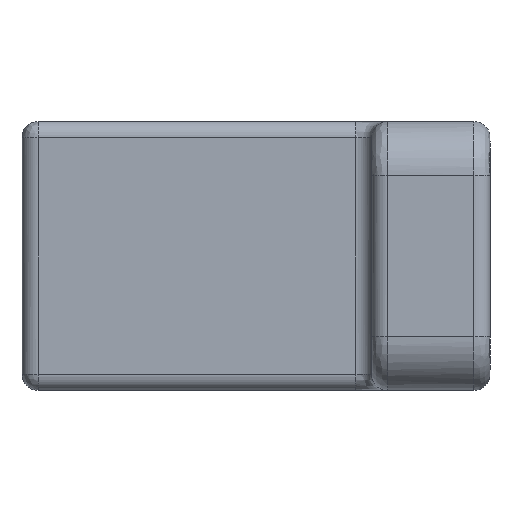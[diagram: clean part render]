
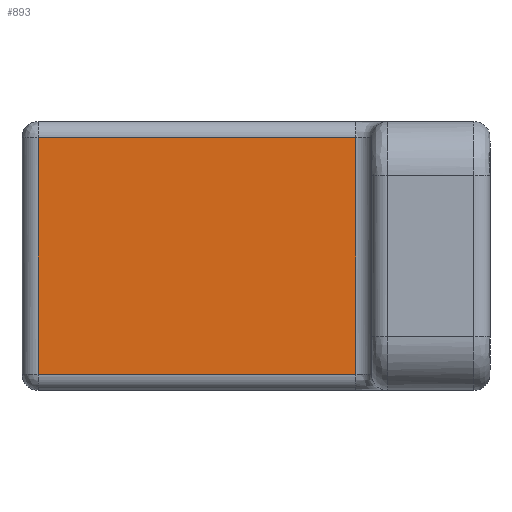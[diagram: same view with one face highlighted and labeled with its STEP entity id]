
A CAD part, left-side view. The second image highlights one B-rep face of the part: STEP entity #893.
In plain terms, the highlighted free-form (B-spline) face has degree [1, 1] with [2, 2] control points.
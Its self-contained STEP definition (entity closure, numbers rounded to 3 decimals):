
#893 = ADVANCED_FACE('',(#894),#924,.F.);
#894 = FACE_BOUND('',#895,.T.);
#895 = EDGE_LOOP('',(#896,#905,#912,#919));
#896 = ORIENTED_EDGE('',*,*,#897,.T.);
#897 = EDGE_CURVE('',#898,#900,#902,.T.);
#898 = VERTEX_POINT('',#899);
#899 = CARTESIAN_POINT('',(-54.143,98.87,
    -25.895));
#900 = VERTEX_POINT('',#901);
#901 = CARTESIAN_POINT('',(-54.143,29.426,
    -25.895));
#902 = B_SPLINE_CURVE_WITH_KNOTS('',1,(#903,#904),.UNSPECIFIED.,.F.,.F.,
  (2,2),(3.,62.),.PIECEWISE_BEZIER_KNOTS.);
#903 = CARTESIAN_POINT('',(-54.143,98.87,
    -25.895));
#904 = CARTESIAN_POINT('',(-54.143,29.426,
    -25.895));
#905 = ORIENTED_EDGE('',*,*,#906,.T.);
#906 = EDGE_CURVE('',#900,#907,#909,.T.);
#907 = VERTEX_POINT('',#908);
#908 = CARTESIAN_POINT('',(-54.143,29.426,
    25.895));
#909 = B_SPLINE_CURVE_WITH_KNOTS('',1,(#910,#911),.UNSPECIFIED.,.F.,.F.,
  (2,2),(-47.,-3.),.PIECEWISE_BEZIER_KNOTS.);
#910 = CARTESIAN_POINT('',(-54.143,29.426,
    -25.895));
#911 = CARTESIAN_POINT('',(-54.143,29.426,
    25.895));
#912 = ORIENTED_EDGE('',*,*,#913,.T.);
#913 = EDGE_CURVE('',#907,#914,#916,.T.);
#914 = VERTEX_POINT('',#915);
#915 = CARTESIAN_POINT('',(-54.143,98.87,
    25.895));
#916 = B_SPLINE_CURVE_WITH_KNOTS('',1,(#917,#918),.UNSPECIFIED.,.F.,.F.,
  (2,2),(-62.,-3.),.PIECEWISE_BEZIER_KNOTS.);
#917 = CARTESIAN_POINT('',(-54.143,29.426,
    25.895));
#918 = CARTESIAN_POINT('',(-54.143,98.87,
    25.895));
#919 = ORIENTED_EDGE('',*,*,#920,.T.);
#920 = EDGE_CURVE('',#914,#898,#921,.T.);
#921 = B_SPLINE_CURVE_WITH_KNOTS('',1,(#922,#923),.UNSPECIFIED.,.F.,.F.,
  (2,2),(-47.,-3.),.PIECEWISE_BEZIER_KNOTS.);
#922 = CARTESIAN_POINT('',(-54.143,98.87,
    25.895));
#923 = CARTESIAN_POINT('',(-54.143,98.87,
    -25.895));
#924 = B_SPLINE_SURFACE_WITH_KNOTS('',1,1,(
    (#925,#926)
    ,(#927,#928
    )),.UNSPECIFIED.,.F.,.F.,.F.,(2,2),(2,2),(-47.,-3.),(-62.,-3.),
  .PIECEWISE_BEZIER_KNOTS.);
#925 = CARTESIAN_POINT('',(-54.143,29.426,
    25.895));
#926 = CARTESIAN_POINT('',(-54.143,98.87,
    25.895));
#927 = CARTESIAN_POINT('',(-54.143,29.426,
    -25.895));
#928 = CARTESIAN_POINT('',(-54.143,98.87,
    -25.895));
